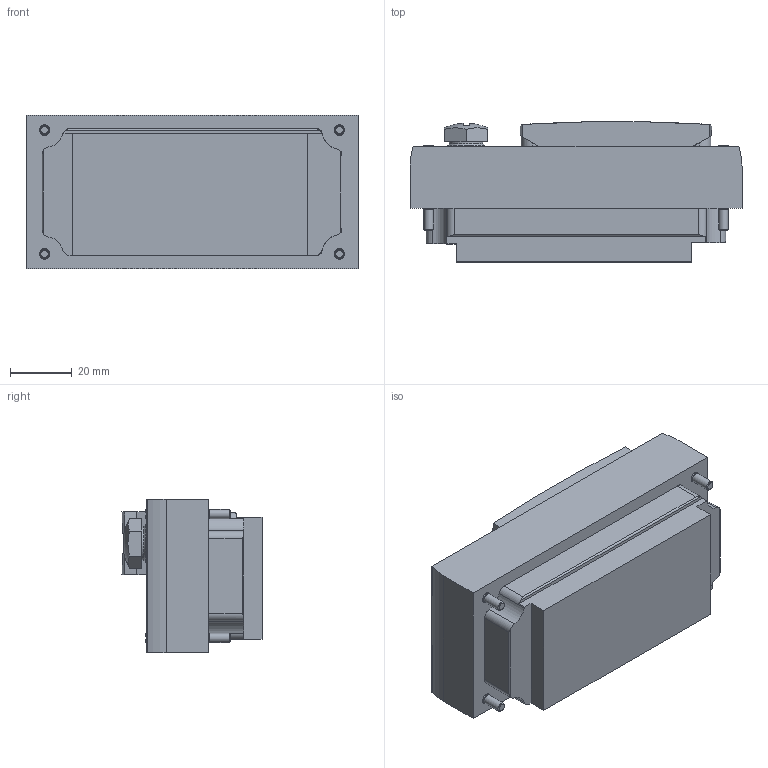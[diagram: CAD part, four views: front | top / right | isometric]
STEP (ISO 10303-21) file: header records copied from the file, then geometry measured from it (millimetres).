
FILE_DESCRIPTION(/* description */ ('STEP AP214'),/* implementation_level */ '2;1');
FILE_NAME(/* name */ '526172_CPX-FB11',/* time_stamp */ '2024-08-07T19:31:06+02:00',/* author */ ('License CC BY-ND 4.0'),/* organization */ ('CADENAS'),/* preprocessor_version */ 'ST-DEVELOPER v19.3',/* originating_system */ 'PARTsolutions',/* authorisation */ ' ');
FILE_SCHEMA (('AUTOMOTIVE_DESIGN {1 0 10303 214 3 1 1}'));
Length unit declared in the file: millimetre
Products named in the file (6): 526172 CPX-FB11; 526172 CPX-FB11---(g_8_0); 526173 CPX-FB11---(g_14_0); 550219 CPX-M-M3X22-4X; 165592 ISK-M12; 533334 AK-SUB-9/15-B
Assembly tree (8 placements, depth 2):
  526172 CPX-FB11
    526172 CPX-FB11---(g_8_0)
    526173 CPX-FB11---(g_14_0)
    550219 CPX-M-M3X22-4X  x4
    165592 ISK-M12
    533334 AK-SUB-9/15-B
Bounding box: 107.3 x 45.25 x 49.7 mm (x, y, z)
Volume: 142952.9 mm3; surface area: 44279.8 mm2
Topology: 8 solids, 8 shells, 414 faces, 1004 edges, 649 vertices
Faces by surface type: plane 201, cylinder 154, cone 50, sphere 5, torus 4
Full cylindrical faces by diameter (mm): 1.5 x5, 2.6 x4, 2.7 x2, 2.8 x4, 3 x10, 3.4 x10, 4.05 x4, 5.6 x4, 6.4 x2, 7.5 x4, 8.6 x1, 10.106 x1, 10.3 x1, 10.773 x1, 12 x1, 12.5 x1
Entity records: 9081 total; most frequent: CARTESIAN_POINT 1644, DIRECTION 1543, ORIENTED_EDGE 1390, EDGE_CURVE 695, AXIS2_PLACEMENT_3D 565, VERTEX_POINT 494, EDGE_LOOP 425, FACE_BOUND 425
